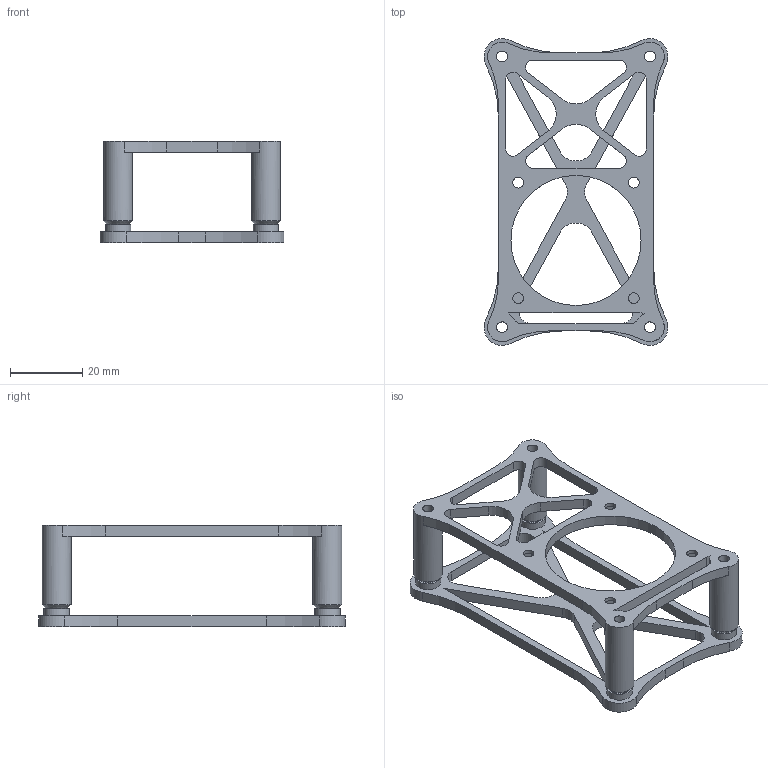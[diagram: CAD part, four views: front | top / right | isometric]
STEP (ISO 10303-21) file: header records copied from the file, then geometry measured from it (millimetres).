
FILE_DESCRIPTION(/* description */ (''),/* implementation_level */ '2;1');
FILE_NAME(/* name */ 'G27_PCB_Frame v1.step',/* time_stamp */ '2022-10-06T09:35:34+02:00',/* author */ (''),/* organization */ (''),/* preprocessor_version */ 'ST-DEVELOPER v19',/* originating_system */ 'Autodesk Translation Framework v11.7.0.108',/* authorisation */ '');
FILE_SCHEMA (('AUTOMOTIVE_DESIGN { 1 0 10303 214 3 1 1 }'));
Length unit declared in the file: millimetre
Products named in the file (3): G27_PCB_Frame; pcbMount; pcbCover
Assembly tree (2 placements, depth 2):
  G27_PCB_Frame
    pcbMount
    pcbCover
Bounding box: 50.89 x 84.89 x 28 mm (x, y, z)
Volume: 11322.7 mm3; surface area: 12988.9 mm2
Topology: 2 solids, 2 shells, 156 faces, 431 edges, 278 vertices
Faces by surface type: plane 83, cylinder 69, cone 4
Full cylindrical faces by diameter (mm): 3 x8, 4 x4, 7 x4, 8 x4, 36 x1
Entity records: 5174 total; most frequent: DIRECTION 907, CARTESIAN_POINT 870, ORIENTED_EDGE 862, EDGE_CURVE 431, AXIS2_PLACEMENT_3D 315, VERTEX_POINT 278, LINE 277, VECTOR 277
